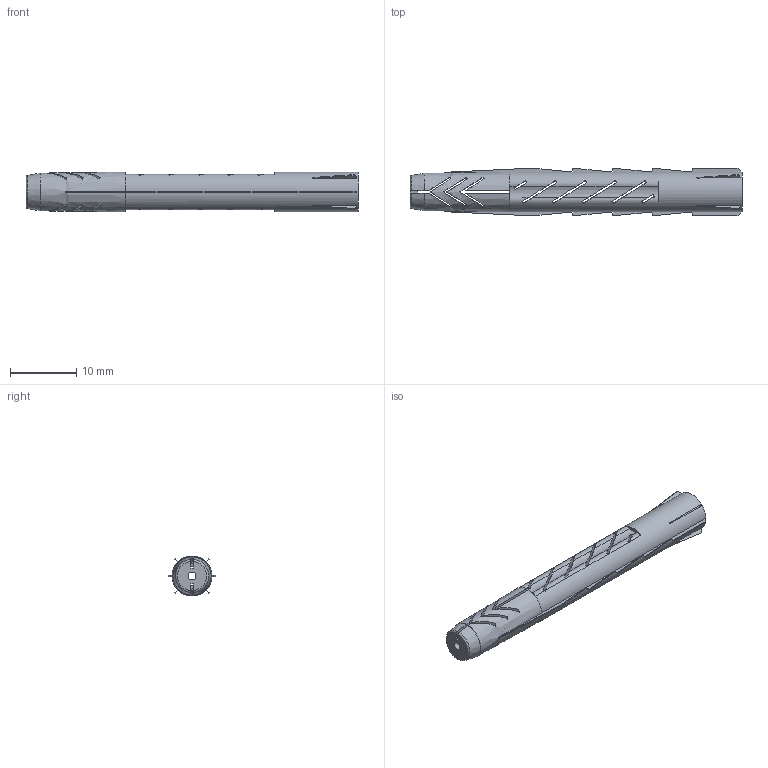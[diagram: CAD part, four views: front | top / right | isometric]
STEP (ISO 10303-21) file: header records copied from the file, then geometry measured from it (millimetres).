
FILE_DESCRIPTION(/* description */ ('STEP AP214'),/* implementation_level */ '2;1');
FILE_NAME(/* name */ 'BN 20052 3212607 plug 6x50',/* time_stamp */ '2022-10-20T13:30:58+02:00',/* author */ ('License CC BY-ND 4.0'),/* organization */ ('CADENAS'),/* preprocessor_version */ 'ST-DEVELOPER v18.102',/* originating_system */ 'PARTsolutions',/* authorisation */ ' ');
FILE_SCHEMA (('AUTOMOTIVE_DESIGN {1 0 10303 214 3 1 1}'));
Length unit declared in the file: millimetre
Products named in the file (1): BN 20052 3212607 plug 6x50
Bounding box: 50 x 7.2 x 5.99 mm (x, y, z)
Volume: 682.3 mm3; surface area: 1865.5 mm2
Topology: 1 solids, 1 shells, 246 faces, 774 edges, 496 vertices
Faces by surface type: plane 139, cylinder 74, cone 29, torus 4
Full cylindrical faces by diameter (mm): 1.2 x1, 4.2 x1
Entity records: 8846 total; most frequent: DIRECTION 1658, CARTESIAN_POINT 1605, ORIENTED_EDGE 1534, EDGE_CURVE 767, AXIS2_PLACEMENT_3D 676, VERTEX_POINT 495, ELLIPSE 316, LINE 306
